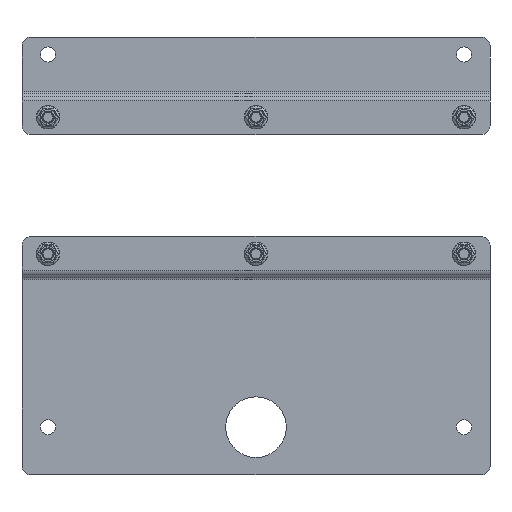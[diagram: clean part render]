
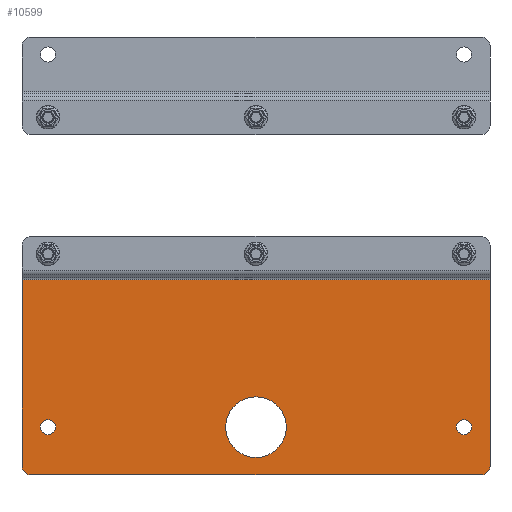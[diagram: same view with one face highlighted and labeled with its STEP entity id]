
A CAD part, top view. The second image highlights one B-rep face of the part: STEP entity #10599.
In plain terms, the highlighted planar face has unit normal (0, 0, 1).
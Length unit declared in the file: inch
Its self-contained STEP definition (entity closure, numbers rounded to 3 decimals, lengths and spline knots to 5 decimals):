
#76 = FACE_BOUND ( 'NONE', #1292, .T. ) ;
#360 = CARTESIAN_POINT ( 'NONE',  ( -6.75, -0.7272, -0.125 ) ) ;
#784 = DIRECTION ( 'NONE',  ( 0., 0., -1. ) ) ;
#1292 = EDGE_LOOP ( 'NONE', ( #1692 ) ) ;
#1337 = AXIS2_PLACEMENT_3D ( 'NONE', #15254, #784, #5114 ) ;
#1388 = DIRECTION ( 'NONE',  ( 0., 0., 1. ) ) ;
#1409 = DIRECTION ( 'NONE',  ( 1., 0., 0. ) ) ;
#1692 = ORIENTED_EDGE ( 'NONE', *, *, #17610, .T. ) ;
#2153 = EDGE_CURVE ( 'NONE', #6939, #6939, #14560, .T. ) ;
#2328 = VECTOR ( 'NONE', #9495, 39.37008 ) ;
#2579 = CARTESIAN_POINT ( 'NONE',  ( -6.5, -6.10785, -0.125 ) ) ;
#2673 = CARTESIAN_POINT ( 'NONE',  ( -5.78125, -4.98285, -0.125 ) ) ;
#2762 = VERTEX_POINT ( 'NONE', #10102 ) ;
#3072 = ORIENTED_EDGE ( 'NONE', *, *, #18407, .T. ) ;
#3166 = CARTESIAN_POINT ( 'NONE',  ( 0., -4.98285, -0.125 ) ) ;
#3260 = VERTEX_POINT ( 'NONE', #10639 ) ;
#3750 = CARTESIAN_POINT ( 'NONE',  ( 0., -6.35785, -0.125 ) ) ;
#4308 = FACE_OUTER_BOUND ( 'NONE', #6817, .T. ) ;
#4369 = VERTEX_POINT ( 'NONE', #13583 ) ;
#4617 = ORIENTED_EDGE ( 'NONE', *, *, #16949, .T. ) ;
#4983 = CARTESIAN_POINT ( 'NONE',  ( 6.75, -6.10785, -0.125 ) ) ;
#5114 = DIRECTION ( 'NONE',  ( -1., 0., 0. ) ) ;
#5839 = AXIS2_PLACEMENT_3D ( 'NONE', #2579, #9542, #11037 ) ;
#5867 = VERTEX_POINT ( 'NONE', #2673 ) ;
#5937 = DIRECTION ( 'NONE',  ( 0., 0., -1. ) ) ;
#5953 = VECTOR ( 'NONE', #11818, 39.37008 ) ;
#5989 = DIRECTION ( 'NONE',  ( 1., 0., 0. ) ) ;
#6087 = ORIENTED_EDGE ( 'NONE', *, *, #13575, .T. ) ;
#6587 = LINE ( 'NONE', #3750, #2328 ) ;
#6602 = CARTESIAN_POINT ( 'NONE',  ( -6.75, -3.54253, -0.125 ) ) ;
#6817 = EDGE_LOOP ( 'NONE', ( #17199, #15736, #6955, #15660, #6087, #3072 ) ) ;
#6939 = VERTEX_POINT ( 'NONE', #9849 ) ;
#6955 = ORIENTED_EDGE ( 'NONE', *, *, #9944, .T. ) ;
#7778 = CIRCLE ( 'NONE', #12557, 0.21875 ) ;
#7864 = LINE ( 'NONE', #11907, #5953 ) ;
#7942 = CIRCLE ( 'NONE', #5839, 0.25 ) ;
#7972 = EDGE_CURVE ( 'NONE', #8177, #11779, #16524, .T. ) ;
#8061 = VERTEX_POINT ( 'NONE', #16441 ) ;
#8177 = VERTEX_POINT ( 'NONE', #15567 ) ;
#8242 = CIRCLE ( 'NONE', #1337, 0.25 ) ;
#8529 = CARTESIAN_POINT ( 'NONE',  ( 6., -4.98285, -0.125 ) ) ;
#8810 = ORIENTED_EDGE ( 'NONE', *, *, #2153, .T. ) ;
#8898 = CARTESIAN_POINT ( 'NONE',  ( -6., -4.98285, -0.125 ) ) ;
#9080 = DIRECTION ( 'NONE',  ( 0., 0., -1. ) ) ;
#9495 = DIRECTION ( 'NONE',  ( 1., 0., 0. ) ) ;
#9542 = DIRECTION ( 'NONE',  ( 0., 0., -1. ) ) ;
#9849 = CARTESIAN_POINT ( 'NONE',  ( 0.875, -4.98285, -0.125 ) ) ;
#9944 = EDGE_CURVE ( 'NONE', #4369, #3260, #6587, .T. ) ;
#10102 = CARTESIAN_POINT ( 'NONE',  ( 6.21875, -4.98285, -0.125 ) ) ;
#10180 = EDGE_LOOP ( 'NONE', ( #8810 ) ) ;
#10464 = CIRCLE ( 'NONE', #17639, 0.21875 ) ;
#10599 = ADVANCED_FACE ( 'NONE', ( #16137, #11645, #76, #4308 ), #11550, .T. ) ;
#10639 = CARTESIAN_POINT ( 'NONE',  ( 6.5, -6.35785, -0.125 ) ) ;
#10831 = CARTESIAN_POINT ( 'NONE',  ( -6.75, -6.10785, -0.125 ) ) ;
#10882 = EDGE_CURVE ( 'NONE', #18127, #3260, #8242, .T. ) ;
#10946 = EDGE_CURVE ( 'NONE', #4369, #11779, #7942, .T. ) ;
#11037 = DIRECTION ( 'NONE',  ( -1., 0., 0. ) ) ;
#11168 = VECTOR ( 'NONE', #12138, 39.37008 ) ;
#11264 = AXIS2_PLACEMENT_3D ( 'NONE', #3166, #5937, #1409 ) ;
#11527 = EDGE_LOOP ( 'NONE', ( #4617 ) ) ;
#11550 = PLANE ( 'NONE',  #15127 ) ;
#11645 = FACE_BOUND ( 'NONE', #11527, .T. ) ;
#11779 = VERTEX_POINT ( 'NONE', #10831 ) ;
#11818 = DIRECTION ( 'NONE',  ( 0., 1., 0. ) ) ;
#11907 = CARTESIAN_POINT ( 'NONE',  ( 6.75, -3.54253, -0.125 ) ) ;
#12138 = DIRECTION ( 'NONE',  ( 0., -1., 0. ) ) ;
#12557 = AXIS2_PLACEMENT_3D ( 'NONE', #8898, #9080, #5989 ) ;
#13575 = EDGE_CURVE ( 'NONE', #18127, #8061, #7864, .T. ) ;
#13583 = CARTESIAN_POINT ( 'NONE',  ( -6.5, -6.35785, -0.125 ) ) ;
#13591 = LINE ( 'NONE', #360, #15755 ) ;
#14255 = CARTESIAN_POINT ( 'NONE',  ( -6.75, -0.66288, -0.125 ) ) ;
#14560 = CIRCLE ( 'NONE', #11264, 0.875 ) ;
#14912 = DIRECTION ( 'NONE',  ( -1., 0., 0. ) ) ;
#15127 = AXIS2_PLACEMENT_3D ( 'NONE', #14255, #1388, #18564 ) ;
#15254 = CARTESIAN_POINT ( 'NONE',  ( 6.5, -6.10785, -0.125 ) ) ;
#15472 = DIRECTION ( 'NONE',  ( 1., 0., 0. ) ) ;
#15567 = CARTESIAN_POINT ( 'NONE',  ( -6.75, -0.7272, -0.125 ) ) ;
#15660 = ORIENTED_EDGE ( 'NONE', *, *, #10882, .F. ) ;
#15736 = ORIENTED_EDGE ( 'NONE', *, *, #10946, .F. ) ;
#15755 = VECTOR ( 'NONE', #14912, 39.37008 ) ;
#16137 = FACE_BOUND ( 'NONE', #10180, .T. ) ;
#16441 = CARTESIAN_POINT ( 'NONE',  ( 6.75, -0.7272, -0.125 ) ) ;
#16524 = LINE ( 'NONE', #6602, #11168 ) ;
#16781 = DIRECTION ( 'NONE',  ( 0., 0., -1. ) ) ;
#16949 = EDGE_CURVE ( 'NONE', #2762, #2762, #10464, .T. ) ;
#17199 = ORIENTED_EDGE ( 'NONE', *, *, #7972, .T. ) ;
#17610 = EDGE_CURVE ( 'NONE', #5867, #5867, #7778, .T. ) ;
#17639 = AXIS2_PLACEMENT_3D ( 'NONE', #8529, #16781, #15472 ) ;
#18127 = VERTEX_POINT ( 'NONE', #4983 ) ;
#18407 = EDGE_CURVE ( 'NONE', #8061, #8177, #13591, .T. ) ;
#18564 = DIRECTION ( 'NONE',  ( 1., 0., 0. ) ) ;
